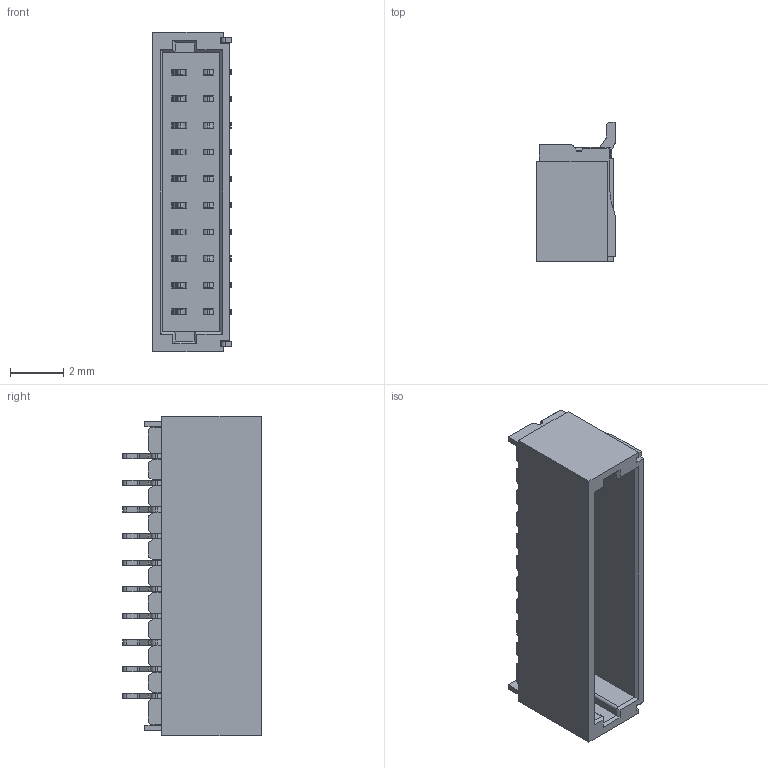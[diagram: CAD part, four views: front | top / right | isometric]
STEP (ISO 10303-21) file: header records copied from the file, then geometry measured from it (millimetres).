
FILE_DESCRIPTION(('CoCreate Modeling STEP Export'),'2;1');
FILE_NAME('1.0-10pin 卧贴3D成品图.stp','2022-08-05T18:52:10',(''),(''),'CoCreate Modeling STEP processor for AP214 (Solid Model)','CoCreate Modeling 16.00 13-May-2008 (C) Parametric Technology GmbH','');
FILE_SCHEMA(('AUTOMOTIVE_DESIGN { 1 0 10303 214 1 1 1 1 }'));
Length unit declared in the file: millimetre
Products named in the file (2): 10pin
Assembly tree (1 placements, depth 2):
  10pin
    10pin
Bounding box: 2.95 x 5.21 x 12 mm (x, y, z)
Volume: 76.7 mm3; surface area: 427.1 mm2
Topology: 1 solids, 1 shells, 865 faces, 2822 edges, 1840 vertices
Faces by surface type: plane 547, cylinder 318
Entity records: 30265 total; most frequent: ORIENTED_EDGE 5644, CARTESIAN_POINT 5317, DIRECTION 4984, EDGE_CURVE 2822, VECTOR 1970, LINE 1970, VERTEX_POINT 1840, AXIS2_PLACEMENT_3D 1507
